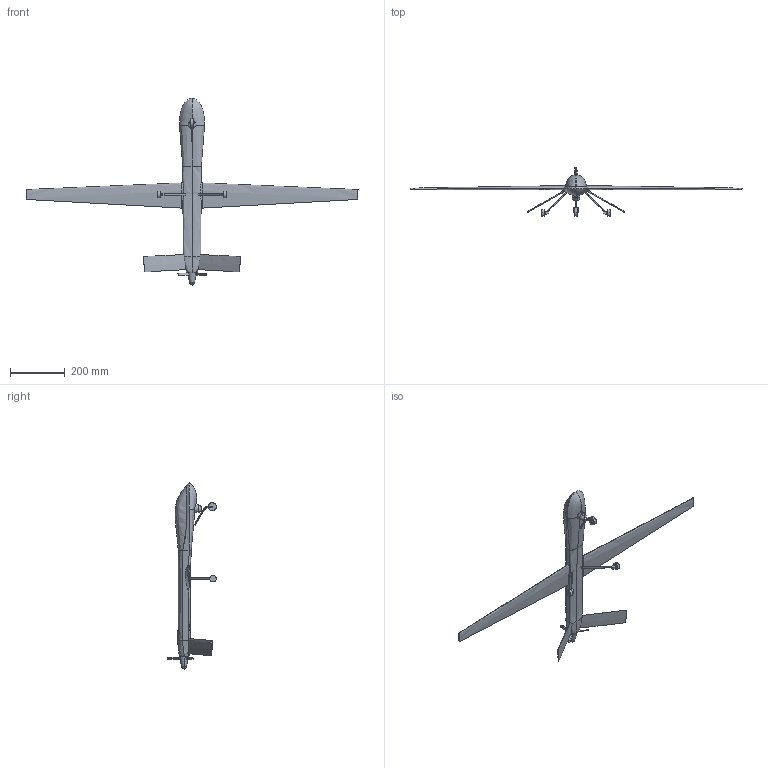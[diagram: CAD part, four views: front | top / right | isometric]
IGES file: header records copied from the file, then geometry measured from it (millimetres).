
Start section: SolidWorks IGES file using analytic representation for surfaces
Global section: file name: UAV.IGS; native system: SolidWorks 2015; preprocessor: SolidWorks 2015; author: Taseen; date: 161020.101659; units: inch
Bounding box: 1211.79 x 177.55 x 684.32 mm (x, y, z)
Surface area: 339227.9 mm2 (no closed solid volume)
Topology: 0 solids, 0 shells, 158 faces, 2185 edges, 2163 vertices
Faces by surface type: bspline 128, revolution 30
